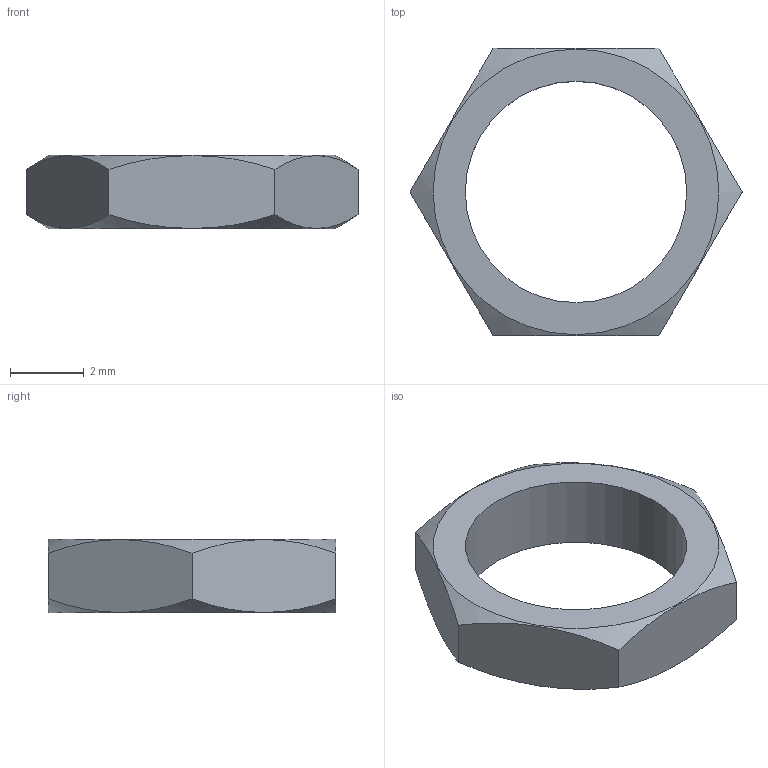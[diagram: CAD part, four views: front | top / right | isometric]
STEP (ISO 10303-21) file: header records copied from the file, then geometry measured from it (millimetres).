
FILE_DESCRIPTION(('FreeCAD Model'),'2;1');
FILE_NAME('6mm_hex_nut.step' ,'2021-03-19T22:44:49',('Author'),(''), 'Open CASCADE STEP processor 7.3','FreeCAD','Unknown');
FILE_SCHEMA(('AUTOMOTIVE_DESIGN { 1 0 10303 214 1 1 1 1 }'));
Length unit declared in the file: millimetre
Products named in the file (1): Hex_nut
Bounding box: 9 x 7.79 x 2 mm (x, y, z)
Volume: 47.5 mm3; surface area: 134.8 mm2
Topology: 1 solids, 1 shells, 11 faces, 25 edges, 16 vertices
Faces by surface type: plane 8, sphere 2, cylinder 1
Full cylindrical faces by diameter (mm): 6 x1
Entity records: 895 total; most frequent: CARTESIAN_POINT 283, DIRECTION 105, ORIENTED_EDGE 50, PCURVE 50, DEFINITIONAL_REPRESENTATION 50, CIRCLE 34, AXIS2_PLACEMENT_3D 30, LINE 29
